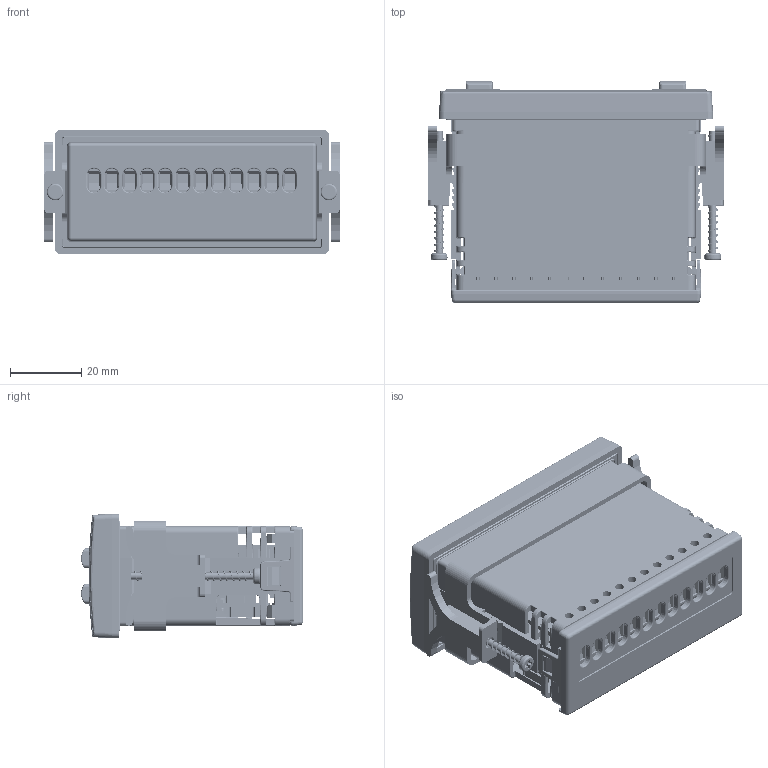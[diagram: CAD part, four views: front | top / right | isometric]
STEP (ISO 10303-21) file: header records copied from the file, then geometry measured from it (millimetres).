
FILE_DESCRIPTION(/* description */ (''),/* implementation_level */ '2;1');
FILE_NAME(/* name */ 'ATR144_web.stp',/* time_stamp */ '2023-11-14T11:46:06+01:00',/* author */ ('ut3'),/* organization */ (''),/* preprocessor_version */ 'ST-DEVELOPER v20',/* originating_system */ 'Autodesk Inventor 2024',/* authorisation */ '');
FILE_SCHEMA (('AUTOMOTIVE_DESIGN { 1 0 10303 214 3 1 1 }'));
Products named in the file (1): ATR144_20191127_Semplifica_1
Bounding box: 83 x 62.45 x 35 mm (x, y, z)
Volume: 72142.2 mm3; surface area: 73742.2 mm2
Topology: 3 solids, 4 shells, 4701 faces, 11624 edges, 7452 vertices
Faces by surface type: plane 2935, cylinder 1297, bspline 344, cone 73, torus 36, sphere 16
Full cylindrical faces by diameter (mm): 0.254 x183, 0.305 x16, 0.406 x88, 0.508 x15, 0.609 x1, 0.7 x3, 0.711 x7, 0.8 x38, 0.813 x6, 1 x16, 1.016 x17, 1.118 x5, 1.397 x12, 2 x42, 2.1 x6, 2.5 x12, 3 x1, 3.2 x4, 3.5 x2, 3.551 x1, 3.783 x12, 4 x24, 4.064 x2, 4.7 x2, 5.9 x1, 10.16 x1
Entity records: 172373 total; most frequent: CARTESIAN_POINT 55015, ORIENTED_EDGE 23232, DIRECTION 22651, EDGE_CURVE 11624, LINE 8011, VECTOR 8011, VERTEX_POINT 7452, AXIS2_PLACEMENT_3D 7320
